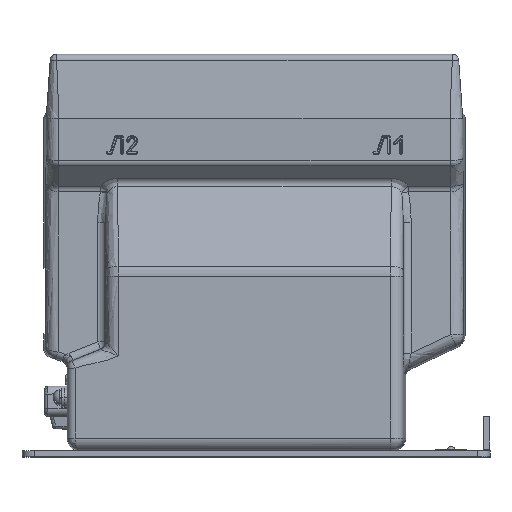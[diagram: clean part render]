
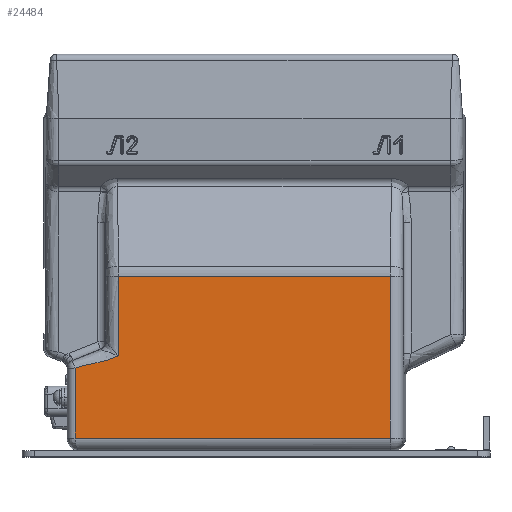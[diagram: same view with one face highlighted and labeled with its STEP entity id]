
A CAD part, top view. The second image highlights one B-rep face of the part: STEP entity #24484.
In plain terms, the highlighted planar face has unit normal (0, 0, 1).
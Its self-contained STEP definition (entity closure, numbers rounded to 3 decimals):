
#368 = EDGE_CURVE ( 'NONE', #1906, #24905, #25094, .T. ) ;
#411 = EDGE_CURVE ( 'NONE', #24948, #1906, #7594, .T. ) ;
#416 = EDGE_CURVE ( 'NONE', #1753, #24913, #7582, .T. ) ;
#489 = EDGE_CURVE ( 'NONE', #24905, #1753, #25056, .T. ) ;
#516 = EDGE_CURVE ( 'NONE', #24913, #24560, #7683, .T. ) ;
#519 = EDGE_CURVE ( 'NONE', #24560, #24948, #7678, .T. ) ;
#715 = EDGE_LOOP ( 'NONE', ( #25243, #25242, #25241, #25232, #22862, #22861 ) ) ;
#1753 = VERTEX_POINT ( 'NONE', #8641 ) ;
#1906 = VERTEX_POINT ( 'NONE', #8794 ) ;
#6652 = CARTESIAN_POINT ( 'NONE',  ( 47.793, 111.621, 74. ) ) ;
#6657 = CARTESIAN_POINT ( 'NONE',  ( 47.793, 96.414, 74. ) ) ;
#6658 = CARTESIAN_POINT ( 'NONE',  ( 47.793, 81.207, 74. ) ) ;
#6659 = CARTESIAN_POINT ( 'NONE',  ( 47.793, 66., 74. ) ) ;
#6660 = CARTESIAN_POINT ( 'NONE',  ( 47.793, 64.241, 74. ) ) ;
#6661 = CARTESIAN_POINT ( 'NONE',  ( 47.793, 62.482, 74. ) ) ;
#6662 = CARTESIAN_POINT ( 'NONE',  ( 47.793, 60.724, 74. ) ) ;
#6802 = CARTESIAN_POINT ( 'NONE',  ( 23., 111.621, 74. ) ) ;
#6803 = DIRECTION ( 'NONE',  ( -1., 0., 0. ) ) ;
#6812 = CARTESIAN_POINT ( 'NONE',  ( 20., 8., 74. ) ) ;
#6816 = DIRECTION ( 'NONE',  ( 0., -1., 0. ) ) ;
#7185 = CARTESIAN_POINT ( 'NONE',  ( 47.793, 60.724, 74. ) ) ;
#7190 = CARTESIAN_POINT ( 'NONE',  ( 46.16, 60.071, 74. ) ) ;
#7191 = CARTESIAN_POINT ( 'NONE',  ( 44.527, 59.417, 74. ) ) ;
#7192 = CARTESIAN_POINT ( 'NONE',  ( 42.894, 58.764, 74. ) ) ;
#7193 = CARTESIAN_POINT ( 'NONE',  ( 35.625, 55.856, 74. ) ) ;
#7194 = CARTESIAN_POINT ( 'NONE',  ( 27.27, 55.662, 74. ) ) ;
#7195 = CARTESIAN_POINT ( 'NONE',  ( 20., 52.754, 74. ) ) ;
#7321 = CARTESIAN_POINT ( 'NONE',  ( 222.207, 115., 74. ) ) ;
#7335 = CARTESIAN_POINT ( 'NONE',  ( 230., 8., 74. ) ) ;
#7336 = DIRECTION ( 'NONE',  ( 1., 0., 0. ) ) ;
#7343 = DIRECTION ( 'NONE',  ( 0., 1., 0. ) ) ;
#7582 = LINE ( 'NONE', #6812, #7601 ) ;
#7594 = LINE ( 'NONE', #6802, #7595 ) ;
#7595 = VECTOR ( 'NONE', #6803, 1000. ) ;
#7601 = VECTOR ( 'NONE', #6816, 1000. ) ;
#7678 = LINE ( 'NONE', #7321, #7690 ) ;
#7683 = LINE ( 'NONE', #7335, #7684 ) ;
#7684 = VECTOR ( 'NONE', #7336, 1000. ) ;
#7690 = VECTOR ( 'NONE', #7343, 1000. ) ;
#8641 = CARTESIAN_POINT ( 'NONE',  ( 20., 52.754, 74. ) ) ;
#8794 = CARTESIAN_POINT ( 'NONE',  ( 47.793, 111.621, 74. ) ) ;
#12924 = AXIS2_PLACEMENT_3D ( 'NONE', #13680, #13702, #13703 ) ;
#13679 = PLANE ( 'NONE',  #12924 ) ;
#13680 = CARTESIAN_POINT ( 'NONE',  ( 23., 8., 74. ) ) ;
#13702 = DIRECTION ( 'NONE',  ( 0., 0., 1. ) ) ;
#13703 = DIRECTION ( 'NONE',  ( 1., 0., 0. ) ) ;
#14104 = CARTESIAN_POINT ( 'NONE',  ( 222.207, 8., 74. ) ) ;
#14441 = CARTESIAN_POINT ( 'NONE',  ( 47.793, 60.724, 74. ) ) ;
#14449 = CARTESIAN_POINT ( 'NONE',  ( 20., 8., 74. ) ) ;
#14479 = CARTESIAN_POINT ( 'NONE',  ( 222.207, 111.621, 74. ) ) ;
#14851 = FACE_OUTER_BOUND ( 'NONE', #715, .T. ) ;
#22861 = ORIENTED_EDGE ( 'NONE', *, *, #519, .T. ) ;
#22862 = ORIENTED_EDGE ( 'NONE', *, *, #516, .T. ) ;
#24484 = ADVANCED_FACE ( 'NONE', ( #14851 ), #13679, .T. ) ;
#24560 = VERTEX_POINT ( 'NONE', #14104 ) ;
#24905 = VERTEX_POINT ( 'NONE', #14441 ) ;
#24913 = VERTEX_POINT ( 'NONE', #14449 ) ;
#24948 = VERTEX_POINT ( 'NONE', #14479 ) ;
#25056 = B_SPLINE_CURVE_WITH_KNOTS ( 'NONE', 3,
 ( #7185, #7190, #7191, #7192, #7193, #7194, #7195 ),
 .UNSPECIFIED., .F., .F.,
 ( 4, 3, 4 ),
 ( 0.667, 0.728, 1. ),
 .UNSPECIFIED. ) ;
#25094 = B_SPLINE_CURVE_WITH_KNOTS ( 'NONE', 3,
 ( #6652, #6657, #6658, #6659, #6660, #6661, #6662 ),
 .UNSPECIFIED., .F., .F.,
 ( 4, 3, 4 ),
 ( 0., 0.299, 0.333 ),
 .UNSPECIFIED. ) ;
#25232 = ORIENTED_EDGE ( 'NONE', *, *, #416, .T. ) ;
#25241 = ORIENTED_EDGE ( 'NONE', *, *, #489, .T. ) ;
#25242 = ORIENTED_EDGE ( 'NONE', *, *, #368, .T. ) ;
#25243 = ORIENTED_EDGE ( 'NONE', *, *, #411, .T. ) ;
